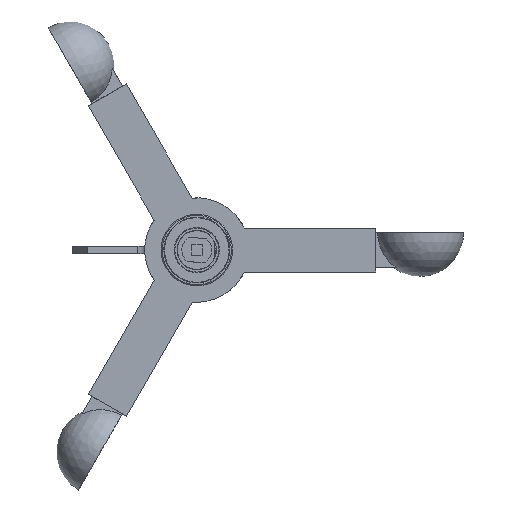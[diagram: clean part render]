
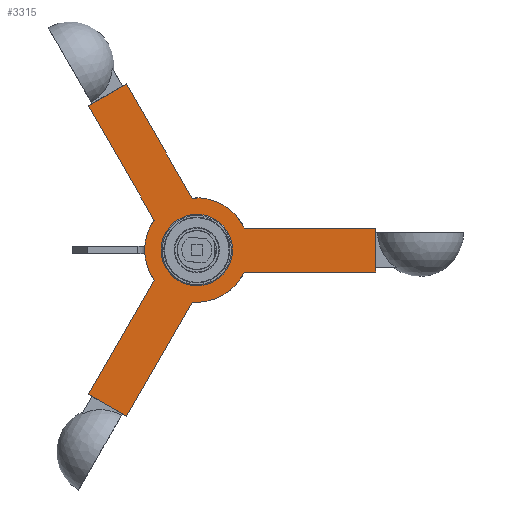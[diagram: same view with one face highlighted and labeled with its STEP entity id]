
A CAD part, front view. The second image highlights one B-rep face of the part: STEP entity #3315.
In plain terms, the highlighted planar face has unit normal (0, -1, 0).
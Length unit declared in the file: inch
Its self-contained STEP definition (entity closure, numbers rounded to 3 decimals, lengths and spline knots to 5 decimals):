
#255=LINE('',#5355,#550);
#257=LINE('',#5359,#552);
#259=LINE('',#5363,#554);
#262=LINE('',#5371,#557);
#264=LINE('',#5375,#559);
#266=LINE('',#5379,#561);
#269=LINE('',#5387,#564);
#271=LINE('',#5391,#566);
#273=LINE('',#5394,#568);
#550=VECTOR('',#4308,3.);
#552=VECTOR('',#4312,1.);
#554=VECTOR('',#4316,3.);
#557=VECTOR('',#4325,3.);
#559=VECTOR('',#4329,1.);
#561=VECTOR('',#4333,3.);
#564=VECTOR('',#4342,3.);
#566=VECTOR('',#4346,1.);
#568=VECTOR('',#4350,3.);
#861=PLANE('',#3636);
#995=CIRCLE('',#3620,0.8125);
#996=CIRCLE('',#3622,1.1875);
#997=CIRCLE('',#3627,1.1875);
#998=CIRCLE('',#3632,1.1875);
#1086=FACE_BOUND('',#1502,.T.);
#1237=FACE_OUTER_BOUND('',#1501,.T.);
#1501=EDGE_LOOP('',(#2787,#2788,#2789,#2790,#2791,#2792,#2793,#2794,#2795,
#2796,#2797,#2798));
#1502=EDGE_LOOP('',(#2799));
#1794=VERTEX_POINT('',#5345);
#1795=VERTEX_POINT('',#5348);
#1796=VERTEX_POINT('',#5349);
#1797=VERTEX_POINT('',#5354);
#1798=VERTEX_POINT('',#5358);
#1799=VERTEX_POINT('',#5362);
#1800=VERTEX_POINT('',#5366);
#1801=VERTEX_POINT('',#5370);
#1802=VERTEX_POINT('',#5374);
#1803=VERTEX_POINT('',#5378);
#1804=VERTEX_POINT('',#5382);
#1805=VERTEX_POINT('',#5386);
#1806=VERTEX_POINT('',#5390);
#2137=EDGE_CURVE('',#1794,#1794,#995,.T.);
#2138=EDGE_CURVE('',#1795,#1796,#996,.T.);
#2141=EDGE_CURVE('',#1797,#1795,#255,.T.);
#2143=EDGE_CURVE('',#1798,#1797,#257,.T.);
#2145=EDGE_CURVE('',#1799,#1798,#259,.T.);
#2147=EDGE_CURVE('',#1800,#1799,#997,.T.);
#2149=EDGE_CURVE('',#1801,#1800,#262,.T.);
#2151=EDGE_CURVE('',#1802,#1801,#264,.T.);
#2153=EDGE_CURVE('',#1803,#1802,#266,.T.);
#2155=EDGE_CURVE('',#1804,#1803,#998,.T.);
#2157=EDGE_CURVE('',#1805,#1804,#269,.T.);
#2159=EDGE_CURVE('',#1806,#1805,#271,.T.);
#2161=EDGE_CURVE('',#1796,#1806,#273,.T.);
#2787=ORIENTED_EDGE('',*,*,#2161,.F.);
#2788=ORIENTED_EDGE('',*,*,#2138,.F.);
#2789=ORIENTED_EDGE('',*,*,#2141,.F.);
#2790=ORIENTED_EDGE('',*,*,#2143,.F.);
#2791=ORIENTED_EDGE('',*,*,#2145,.F.);
#2792=ORIENTED_EDGE('',*,*,#2147,.F.);
#2793=ORIENTED_EDGE('',*,*,#2149,.F.);
#2794=ORIENTED_EDGE('',*,*,#2151,.F.);
#2795=ORIENTED_EDGE('',*,*,#2153,.F.);
#2796=ORIENTED_EDGE('',*,*,#2155,.F.);
#2797=ORIENTED_EDGE('',*,*,#2157,.F.);
#2798=ORIENTED_EDGE('',*,*,#2159,.F.);
#2799=ORIENTED_EDGE('',*,*,#2137,.T.);
#3315=ADVANCED_FACE('',(#1237,#1086),#861,.F.);
#3620=AXIS2_PLACEMENT_3D('',#5346,#4298,#4299);
#3622=AXIS2_PLACEMENT_3D('',#5350,#4302,#4303);
#3627=AXIS2_PLACEMENT_3D('',#5367,#4320,#4321);
#3632=AXIS2_PLACEMENT_3D('',#5383,#4337,#4338);
#3636=AXIS2_PLACEMENT_3D('',#5395,#4351,#4352);
#4298=DIRECTION('center_axis',(0.,1.,0.));
#4299=DIRECTION('ref_axis',(1.,0.,0.));
#4302=DIRECTION('center_axis',(0.,1.,0.));
#4303=DIRECTION('ref_axis',(-0.089,0.,0.996));
#4308=DIRECTION('',(0.5,0.,-0.866));
#4312=DIRECTION('',(0.866,0.,0.5));
#4316=DIRECTION('',(-0.5,0.,0.866));
#4320=DIRECTION('center_axis',(0.,1.,0.));
#4321=DIRECTION('ref_axis',(-0.818,0.,-0.575));
#4325=DIRECTION('',(0.5,0.,0.866));
#4329=DIRECTION('',(-0.866,0.,0.5));
#4333=DIRECTION('',(-0.5,0.,-0.866));
#4337=DIRECTION('center_axis',(0.,1.,0.));
#4338=DIRECTION('ref_axis',(0.907,0.,-0.421));
#4342=DIRECTION('',(-1.,0.,0.));
#4346=DIRECTION('',(0.,0.,-1.));
#4350=DIRECTION('',(1.,0.,0.));
#4351=DIRECTION('center_axis',(0.,1.,0.));
#4352=DIRECTION('ref_axis',(0.,0.,1.));
#5345=CARTESIAN_POINT('',(-0.8125,0.,0.));
#5346=CARTESIAN_POINT('Origin',(0.,0.,0.));
#5348=CARTESIAN_POINT('',(-0.10554,0.,1.1828));
#5349=CARTESIAN_POINT('',(1.07711,0.,0.5));
#5350=CARTESIAN_POINT('Origin',(0.,0.,0.));
#5354=CARTESIAN_POINT('',(-1.60554,0.,3.78088));
#5355=CARTESIAN_POINT('',(-1.60554,0.,3.78088));
#5358=CARTESIAN_POINT('',(-2.47157,0.,3.28088));
#5359=CARTESIAN_POINT('',(-2.47157,0.,3.28088));
#5362=CARTESIAN_POINT('',(-0.97157,0.,0.6828));
#5363=CARTESIAN_POINT('',(-0.97157,0.,0.6828));
#5366=CARTESIAN_POINT('',(-0.97157,0.,-0.6828));
#5367=CARTESIAN_POINT('Origin',(0.,0.,0.));
#5370=CARTESIAN_POINT('',(-2.47157,0.,-3.28088));
#5371=CARTESIAN_POINT('',(-2.47157,0.,-3.28088));
#5374=CARTESIAN_POINT('',(-1.60554,0.,-3.78088));
#5375=CARTESIAN_POINT('',(-1.60554,0.,-3.78088));
#5378=CARTESIAN_POINT('',(-0.10554,0.,-1.1828));
#5379=CARTESIAN_POINT('',(-0.10554,0.,-1.1828));
#5382=CARTESIAN_POINT('',(1.07711,0.,-0.5));
#5383=CARTESIAN_POINT('Origin',(0.,0.,0.));
#5386=CARTESIAN_POINT('',(4.07711,0.,-0.5));
#5387=CARTESIAN_POINT('',(4.07711,0.,-0.5));
#5390=CARTESIAN_POINT('',(4.07711,0.,0.5));
#5391=CARTESIAN_POINT('',(4.07711,0.,0.5));
#5394=CARTESIAN_POINT('',(1.07711,0.,0.5));
#5395=CARTESIAN_POINT('Origin',(0.,0.,0.));
